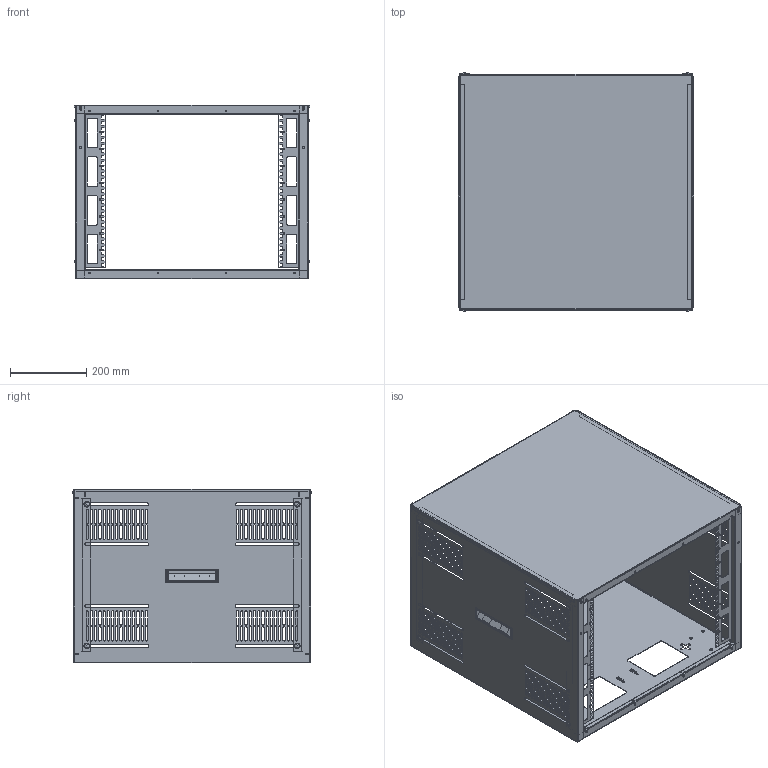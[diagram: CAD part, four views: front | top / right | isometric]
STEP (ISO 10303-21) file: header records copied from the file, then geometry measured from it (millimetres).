
FILE_DESCRIPTION (( 'STEP AP203' ), '1' );
FILE_NAME ('SDC249U24BK.step', '2020-11-12T17:49:34', ( 'ADC123' ), ( 'Microsoft' ), 'SwSTEP 2.0', 'SolidWorks 2019', '' );
FILE_SCHEMA (( 'CONFIG_CONTROL_DESIGN' ));
Products named in the file (1): SDC249U24BK
Bounding box: 618.34 x 626.63 x 456.49 mm (x, y, z)
Volume: 2354274.1 mm3; surface area: 3132029.9 mm2
Topology: 36 solids, 36 shells, 2810 faces, 8104 edges, 5352 vertices
Faces by surface type: plane 1790, cylinder 968, bspline 28, torus 16, cone 8
Full cylindrical faces by diameter (mm): 3.175 x32, 3.505 x4, 4.039 x4, 4.318 x24, 4.75 x4, 4.763 x4, 4.976 x8, 5.41 x4, 6.35 x14, 7.112 x4, 7.137 x16, 7.937 x2, 14.732 x8
Entity records: 94389 total; most frequent: CARTESIAN_POINT 17619, ORIENTED_EDGE 15832, DIRECTION 15410, EDGE_CURVE 7916, VECTOR 5852, LINE 5852, VERTEX_POINT 5328, AXIS2_PLACEMENT_3D 4779
